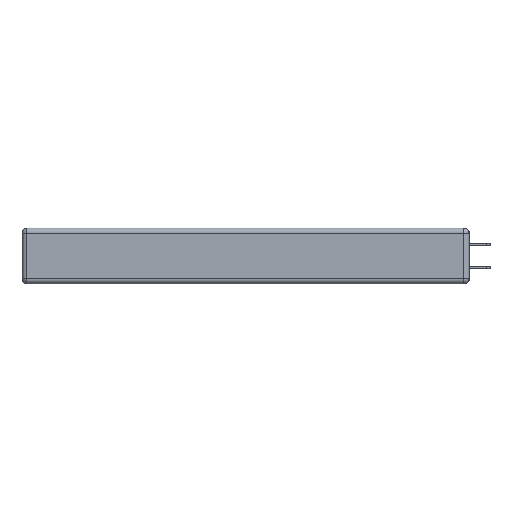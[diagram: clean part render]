
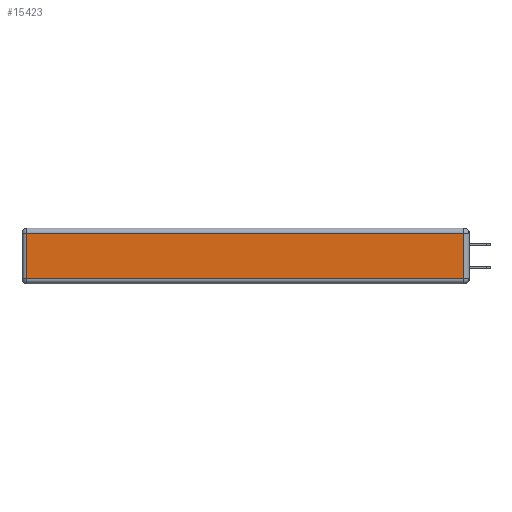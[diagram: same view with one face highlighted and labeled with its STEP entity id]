
A CAD part, left-side view. The second image highlights one B-rep face of the part: STEP entity #15423.
In plain terms, the highlighted planar face has unit normal (-1, 0, 0).
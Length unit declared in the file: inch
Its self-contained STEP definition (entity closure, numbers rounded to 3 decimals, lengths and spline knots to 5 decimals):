
#585 = VECTOR ( 'NONE', #1727, 39.37008 ) ;
#1727 = DIRECTION ( 'NONE',  ( 0., -1., 0. ) ) ;
#2532 = CARTESIAN_POINT ( 'NONE',  ( 0., 0., -0.343 ) ) ;
#2603 = DIRECTION ( 'NONE',  ( -1., 0., 0. ) ) ;
#2685 = LINE ( 'NONE', #14104, #7347 ) ;
#3463 = EDGE_CURVE ( 'NONE', #10065, #11031, #4049, .T. ) ;
#3767 = ORIENTED_EDGE ( 'NONE', *, *, #5013, .T. ) ;
#3987 = AXIS2_PLACEMENT_3D ( 'NONE', #2532, #2603, #12450 ) ;
#4049 = LINE ( 'NONE', #10225, #12274 ) ;
#4366 = VERTEX_POINT ( 'NONE', #14918 ) ;
#5013 = EDGE_CURVE ( 'NONE', #11031, #7755, #2685, .T. ) ;
#5253 = CARTESIAN_POINT ( 'NONE',  ( 0., 2.72, -0.313 ) ) ;
#5475 = CARTESIAN_POINT ( 'NONE',  ( 0., 0.03, -0.343 ) ) ;
#6341 = VECTOR ( 'NONE', #15392, 39.37008 ) ;
#6432 = CARTESIAN_POINT ( 'NONE',  ( 0., 2.72, -0.03 ) ) ;
#7347 = VECTOR ( 'NONE', #8353, 39.37008 ) ;
#7542 = EDGE_LOOP ( 'NONE', ( #9124, #18134, #11328, #3767 ) ) ;
#7755 = VERTEX_POINT ( 'NONE', #5253 ) ;
#8353 = DIRECTION ( 'NONE',  ( 0., 0., -1. ) ) ;
#9124 = ORIENTED_EDGE ( 'NONE', *, *, #14318, .T. ) ;
#10065 = VERTEX_POINT ( 'NONE', #10201 ) ;
#10201 = CARTESIAN_POINT ( 'NONE',  ( 0., 0.03, -0.03 ) ) ;
#10225 = CARTESIAN_POINT ( 'NONE',  ( 0., 2.75, -0.03 ) ) ;
#11031 = VERTEX_POINT ( 'NONE', #6432 ) ;
#11328 = ORIENTED_EDGE ( 'NONE', *, *, #3463, .T. ) ;
#12274 = VECTOR ( 'NONE', #14638, 39.37008 ) ;
#12450 = DIRECTION ( 'NONE',  ( 0., 0., 1. ) ) ;
#13836 = FACE_OUTER_BOUND ( 'NONE', #7542, .T. ) ;
#14104 = CARTESIAN_POINT ( 'NONE',  ( 0., 2.72, -0.343 ) ) ;
#14318 = EDGE_CURVE ( 'NONE', #7755, #4366, #18087, .T. ) ;
#14638 = DIRECTION ( 'NONE',  ( 0., 1., 0. ) ) ;
#14819 = EDGE_CURVE ( 'NONE', #4366, #10065, #14983, .T. ) ;
#14918 = CARTESIAN_POINT ( 'NONE',  ( 0., 0.03, -0.313 ) ) ;
#14983 = LINE ( 'NONE', #5475, #6341 ) ;
#15392 = DIRECTION ( 'NONE',  ( 0., 0., 1. ) ) ;
#15418 = PLANE ( 'NONE',  #3987 ) ;
#15423 = ADVANCED_FACE ( 'NONE', ( #13836 ), #15418, .T. ) ;
#15839 = CARTESIAN_POINT ( 'NONE',  ( 0., 0., -0.313 ) ) ;
#18087 = LINE ( 'NONE', #15839, #585 ) ;
#18134 = ORIENTED_EDGE ( 'NONE', *, *, #14819, .T. ) ;
